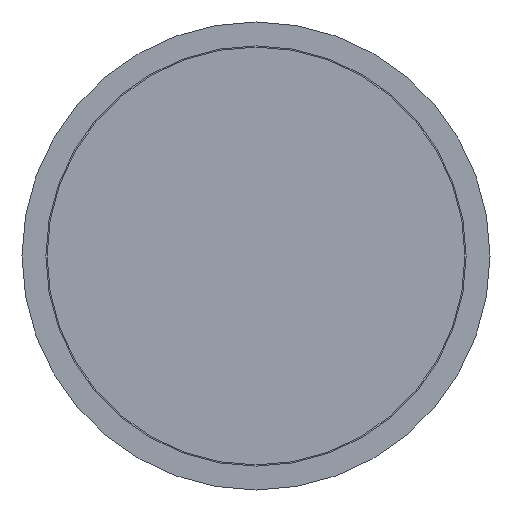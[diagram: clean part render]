
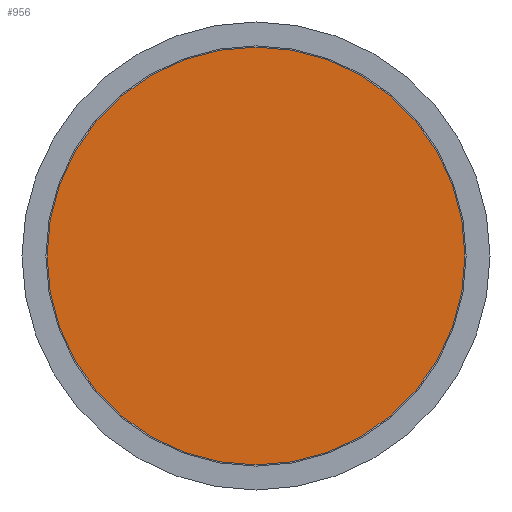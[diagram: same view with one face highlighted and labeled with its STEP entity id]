
A CAD part, front view. The second image highlights one B-rep face of the part: STEP entity #956.
In plain terms, the highlighted planar face has unit normal (0, -1, 0).
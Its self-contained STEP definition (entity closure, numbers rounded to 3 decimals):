
#16 = PLANE ( 'NONE',  #248 ) ;
#159 = ORIENTED_EDGE ( 'NONE', *, *, #304, .T. ) ;
#248 = AXIS2_PLACEMENT_3D ( 'NONE', #677, #984, #296 ) ;
#296 = DIRECTION ( 'NONE',  ( 0., 0., 1. ) ) ;
#304 = EDGE_CURVE ( 'NONE', #555, #555, #760, .T. ) ;
#361 = CARTESIAN_POINT ( 'NONE',  ( 0., 0., 0. ) ) ;
#370 = FACE_OUTER_BOUND ( 'NONE', #668, .T. ) ;
#372 = DIRECTION ( 'NONE',  ( 0., -1., 0. ) ) ;
#392 = AXIS2_PLACEMENT_3D ( 'NONE', #361, #372, #444 ) ;
#444 = DIRECTION ( 'NONE',  ( 0., 0., -1. ) ) ;
#555 = VERTEX_POINT ( 'NONE', #715 ) ;
#668 = EDGE_LOOP ( 'NONE', ( #159 ) ) ;
#677 = CARTESIAN_POINT ( 'NONE',  ( -43.75, 0., 0. ) ) ;
#715 = CARTESIAN_POINT ( 'NONE',  ( 0., 0., -43.75 ) ) ;
#760 = CIRCLE ( 'NONE', #392, 43.75 ) ;
#956 = ADVANCED_FACE ( 'NONE', ( #370 ), #16, .F. ) ;
#984 = DIRECTION ( 'NONE',  ( 0., 1., 0. ) ) ;
